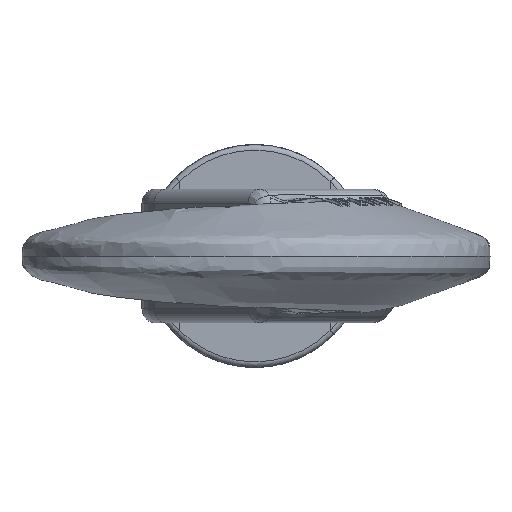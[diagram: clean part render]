
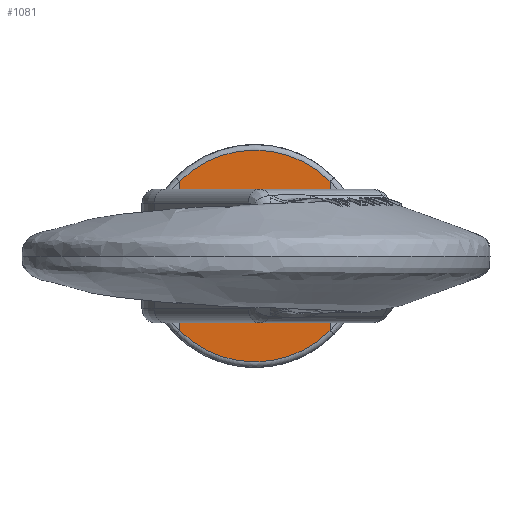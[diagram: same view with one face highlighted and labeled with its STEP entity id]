
A CAD part, front view. The second image highlights one B-rep face of the part: STEP entity #1081.
In plain terms, the highlighted planar face has unit normal (0, -1, 0).
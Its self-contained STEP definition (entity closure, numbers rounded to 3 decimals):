
#338=LINE('',#8920,#615);
#339=LINE('',#8925,#616);
#615=VECTOR('',#7534,1.);
#616=VECTOR('',#7537,1.);
#1081=ADVANCED_FACE('',(#1629,#1694),#1490,.F.);
#1490=PLANE('',#7109);
#1629=FACE_BOUND('',#2101,.T.);
#1694=FACE_OUTER_BOUND('',#2102,.T.);
#2101=EDGE_LOOP('',(#2780));
#2102=EDGE_LOOP('',(#2781,#2782,#2783,#2784));
#2561=CIRCLE('',#7095,15.);
#2567=CIRCLE('',#7107,38.);
#2568=CIRCLE('',#7108,38.);
#2780=ORIENTED_EDGE('',*,*,#5457,.T.);
#2781=ORIENTED_EDGE('',*,*,#5479,.T.);
#2782=ORIENTED_EDGE('',*,*,#5480,.T.);
#2783=ORIENTED_EDGE('',*,*,#5481,.F.);
#2784=ORIENTED_EDGE('',*,*,#5482,.T.);
#4798=VERTEX_POINT('',#8731);
#4818=VERTEX_POINT('',#8921);
#4819=VERTEX_POINT('',#8922);
#4820=VERTEX_POINT('',#8924);
#4821=VERTEX_POINT('',#8926);
#5457=EDGE_CURVE('',#4798,#4798,#2561,.T.);
#5479=EDGE_CURVE('',#4818,#4819,#338,.T.);
#5480=EDGE_CURVE('',#4819,#4820,#2567,.T.);
#5481=EDGE_CURVE('',#4821,#4820,#339,.T.);
#5482=EDGE_CURVE('',#4821,#4818,#2568,.T.);
#7095=AXIS2_PLACEMENT_3D('',#8730,#7510,#7511);
#7107=AXIS2_PLACEMENT_3D('',#8923,#7535,#7536);
#7108=AXIS2_PLACEMENT_3D('',#8927,#7538,#7539);
#7109=AXIS2_PLACEMENT_3D('',#8928,#7540,#7541);
#7510=DIRECTION('',(0.,1.,0.));
#7511=DIRECTION('',(0.,0.,1.));
#7534=DIRECTION('',(0.,0.,1.));
#7535=DIRECTION('',(0.,-1.,0.));
#7536=DIRECTION('',(0.,0.,1.));
#7537=DIRECTION('',(0.,0.,1.));
#7538=DIRECTION('',(0.,-1.,0.));
#7539=DIRECTION('',(0.,0.,1.));
#7540=DIRECTION('',(0.,1.,0.));
#7541=DIRECTION('',(0.,0.,1.));
#8730=CARTESIAN_POINT('',(12.589,171.,0.));
#8731=CARTESIAN_POINT('',(12.589,171.,15.));
#8920=CARTESIAN_POINT('',(39.589,171.,-46.));
#8921=CARTESIAN_POINT('',(39.589,171.,-26.739));
#8922=CARTESIAN_POINT('',(39.589,171.,26.739));
#8923=CARTESIAN_POINT('',(12.589,171.,0.));
#8924=CARTESIAN_POINT('',(-14.411,171.,26.739));
#8925=CARTESIAN_POINT('',(-14.411,171.,-46.));
#8926=CARTESIAN_POINT('',(-14.411,171.,-26.739));
#8927=CARTESIAN_POINT('',(12.589,171.,0.));
#8928=CARTESIAN_POINT('',(12.589,171.,0.));
